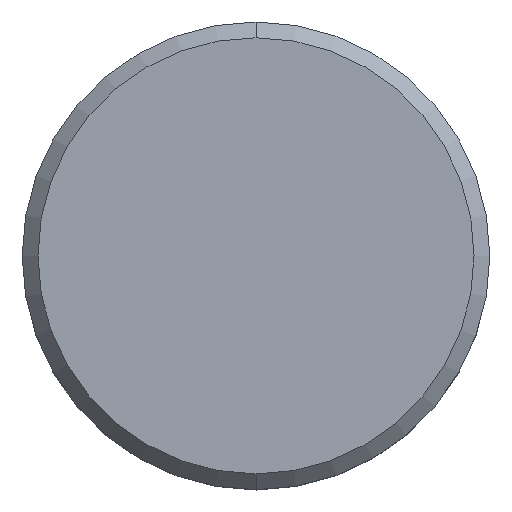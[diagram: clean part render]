
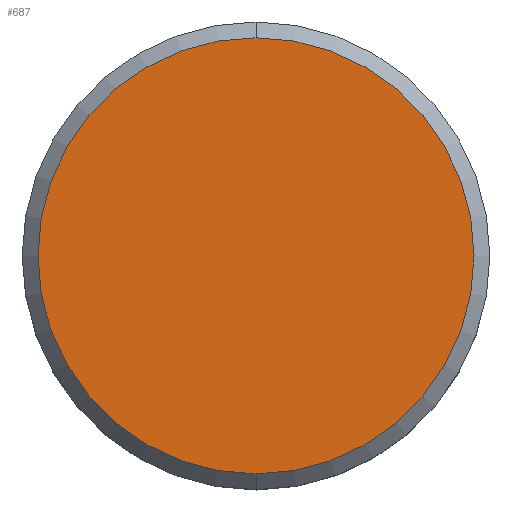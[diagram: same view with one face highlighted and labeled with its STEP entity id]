
A CAD part, top view. The second image highlights one B-rep face of the part: STEP entity #687.
In plain terms, the highlighted planar face has unit normal (0, 0, 1).
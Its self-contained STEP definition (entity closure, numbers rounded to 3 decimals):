
#83 = DIRECTION ( 'NONE',  ( 0., 0., 1. ) ) ;
#103 = DIRECTION ( 'NONE',  ( 0., 0., -1. ) ) ;
#151 = FACE_OUTER_BOUND ( 'NONE', #689, .T. ) ;
#153 = CARTESIAN_POINT ( 'NONE',  ( 0., 0., 34.798 ) ) ;
#215 = VERTEX_POINT ( 'NONE', #727 ) ;
#261 = ORIENTED_EDGE ( 'NONE', *, *, #276, .T. ) ;
#276 = EDGE_CURVE ( 'NONE', #552, #215, #383, .T. ) ;
#279 = CIRCLE ( 'NONE', #330, 10.363 ) ;
#280 = CARTESIAN_POINT ( 'NONE',  ( 0., 0., 34.798 ) ) ;
#330 = AXIS2_PLACEMENT_3D ( 'NONE', #280, #658, #423 ) ;
#336 = PLANE ( 'NONE',  #668 ) ;
#383 = CIRCLE ( 'NONE', #518, 10.363 ) ;
#423 = DIRECTION ( 'NONE',  ( 0., -1., 0. ) ) ;
#457 = CARTESIAN_POINT ( 'NONE',  ( 0., 10.362, 34.798 ) ) ;
#518 = AXIS2_PLACEMENT_3D ( 'NONE', #153, #83, #556 ) ;
#520 = EDGE_CURVE ( 'NONE', #215, #552, #279, .T. ) ;
#552 = VERTEX_POINT ( 'NONE', #757 ) ;
#556 = DIRECTION ( 'NONE',  ( 0., -1., 0. ) ) ;
#658 = DIRECTION ( 'NONE',  ( 0., 0., 1. ) ) ;
#666 = ORIENTED_EDGE ( 'NONE', *, *, #520, .T. ) ;
#668 = AXIS2_PLACEMENT_3D ( 'NONE', #457, #103, #695 ) ;
#687 = ADVANCED_FACE ( 'NONE', ( #151 ), #336, .F. ) ;
#689 = EDGE_LOOP ( 'NONE', ( #666, #261 ) ) ;
#695 = DIRECTION ( 'NONE',  ( 0., 1., 0. ) ) ;
#727 = CARTESIAN_POINT ( 'NONE',  ( 0., 10.362, 34.798 ) ) ;
#757 = CARTESIAN_POINT ( 'NONE',  ( 0., -10.363, 34.798 ) ) ;
